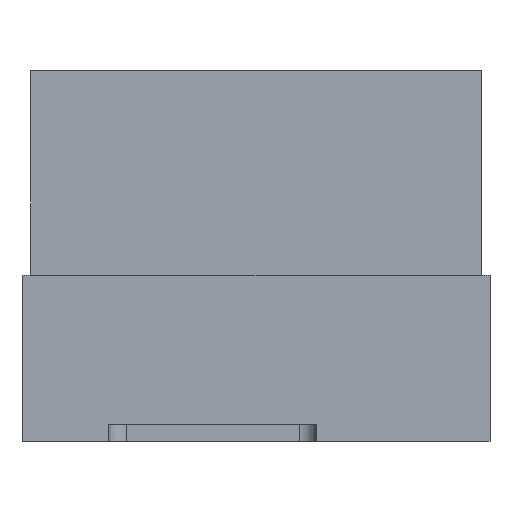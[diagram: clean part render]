
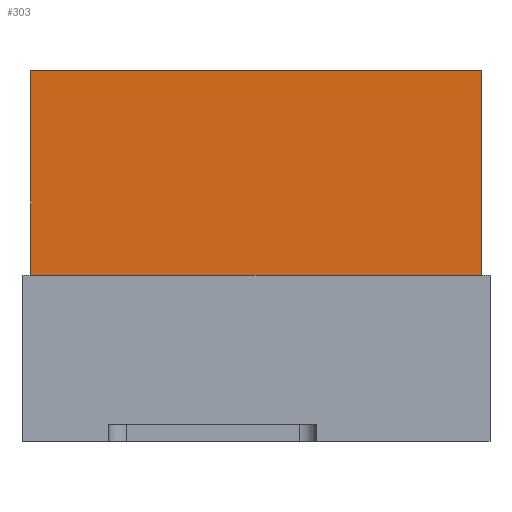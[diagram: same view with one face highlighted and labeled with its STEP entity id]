
A CAD part, left-side view. The second image highlights one B-rep face of the part: STEP entity #303.
In plain terms, the highlighted planar face has unit normal (-1, 0, 0).
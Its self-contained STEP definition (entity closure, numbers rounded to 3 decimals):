
#303=ADVANCED_FACE('',(#1035),#738,.F.);
#738=PLANE('',#8583);
#1035=FACE_OUTER_BOUND('',#1552,.T.);
#1552=EDGE_LOOP('',(#2753,#2754,#2755,#2756));
#2753=ORIENTED_EDGE('',*,*,#5799,.F.);
#2754=ORIENTED_EDGE('',*,*,#5832,.T.);
#2755=ORIENTED_EDGE('',*,*,#5818,.T.);
#2756=ORIENTED_EDGE('',*,*,#5827,.T.);
#5003=VERTEX_POINT('',#11492);
#5004=VERTEX_POINT('',#11494);
#5012=VERTEX_POINT('',#11518);
#5015=VERTEX_POINT('',#11526);
#5799=EDGE_CURVE('',#5003,#5004,#6854,.T.);
#5818=EDGE_CURVE('',#5012,#5015,#6868,.T.);
#5827=EDGE_CURVE('',#5015,#5004,#6877,.T.);
#5832=EDGE_CURVE('',#5003,#5012,#6881,.T.);
#6854=LINE('',#11493,#7741);
#6868=LINE('',#11527,#7755);
#6877=LINE('',#11541,#7764);
#6881=LINE('',#11550,#7768);
#7741=VECTOR('',#9181,1.);
#7755=VECTOR('',#9211,1.);
#7764=VECTOR('',#9224,1.);
#7768=VECTOR('',#9234,1.);
#8583=AXIS2_PLACEMENT_3D('',#11551,#9235,#9236);
#9181=DIRECTION('',(0.,0.,-1.));
#9211=DIRECTION('',(0.,0.,-1.));
#9224=DIRECTION('',(0.,-1.,0.));
#9234=DIRECTION('',(0.,1.,0.));
#9235=DIRECTION('',(1.,0.,0.));
#9236=DIRECTION('',(0.,0.,-1.));
#11492=CARTESIAN_POINT('',(-12.4,-7.75,11.49));
#11493=CARTESIAN_POINT('',(-12.4,-7.75,11.5));
#11494=CARTESIAN_POINT('',(-12.4,-7.75,5.6));
#11518=CARTESIAN_POINT('',(-12.4,5.25,11.49));
#11526=CARTESIAN_POINT('',(-12.4,5.25,5.6));
#11527=CARTESIAN_POINT('',(-12.4,5.25,11.5));
#11541=CARTESIAN_POINT('',(-12.4,5.25,5.6));
#11550=CARTESIAN_POINT('',(-12.4,-7.75,11.49));
#11551=CARTESIAN_POINT('',(-12.4,5.25,11.5));
